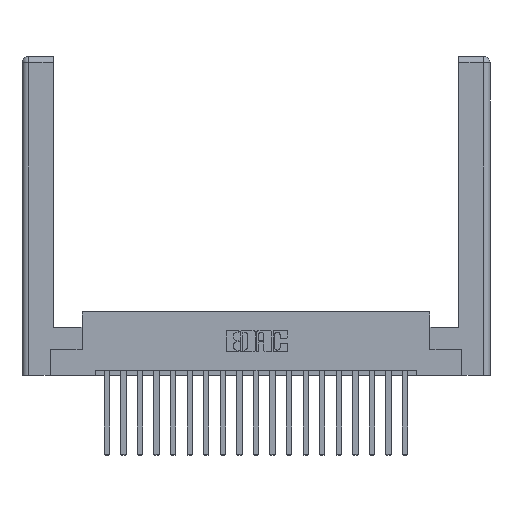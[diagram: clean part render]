
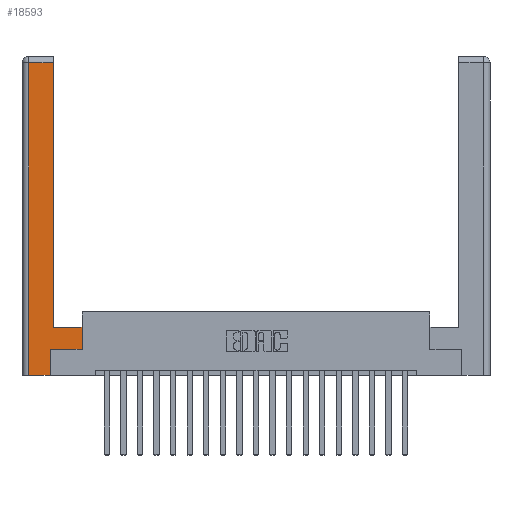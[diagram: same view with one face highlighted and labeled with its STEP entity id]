
A CAD part, top view. The second image highlights one B-rep face of the part: STEP entity #18593.
In plain terms, the highlighted planar face has unit normal (0, 0, 1).
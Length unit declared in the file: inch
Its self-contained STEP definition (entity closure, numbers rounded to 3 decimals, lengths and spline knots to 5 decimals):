
#32 = DIRECTION ( 'NONE',  ( -1., 0., 0. ) ) ;
#387 = VECTOR ( 'NONE', #6380, 39.37008 ) ;
#758 = FACE_OUTER_BOUND ( 'NONE', #1005, .T. ) ;
#1005 = EDGE_LOOP ( 'NONE', ( #17350, #7345, #11391, #7279, #16981, #14764, #15415, #8602 ) ) ;
#1018 = EDGE_CURVE ( 'NONE', #3039, #13166, #8017, .T. ) ;
#1394 = CARTESIAN_POINT ( 'NONE',  ( 0.0615, 0., 0. ) ) ;
#1526 = EDGE_CURVE ( 'NONE', #8076, #3039, #17490, .T. ) ;
#2850 = VERTEX_POINT ( 'NONE', #16612 ) ;
#3039 = VERTEX_POINT ( 'NONE', #10941 ) ;
#3134 = VERTEX_POINT ( 'NONE', #11362 ) ;
#3409 = DIRECTION ( 'NONE',  ( 1., 0., 0. ) ) ;
#3908 = DIRECTION ( 'NONE',  ( 1., 0., 0. ) ) ;
#5036 = DIRECTION ( 'NONE',  ( 0., 0., -1. ) ) ;
#5453 = LINE ( 'NONE', #7942, #387 ) ;
#6380 = DIRECTION ( 'NONE',  ( -1., 0., 0. ) ) ;
#7045 = VECTOR ( 'NONE', #3409, 39.37008 ) ;
#7263 = VECTOR ( 'NONE', #19296, 39.37008 ) ;
#7279 = ORIENTED_EDGE ( 'NONE', *, *, #1018, .T. ) ;
#7345 = ORIENTED_EDGE ( 'NONE', *, *, #14699, .T. ) ;
#7654 = CARTESIAN_POINT ( 'NONE',  ( 0.265, 0.245, 0. ) ) ;
#7795 = LINE ( 'NONE', #8639, #14604 ) ;
#7941 = VERTEX_POINT ( 'NONE', #11574 ) ;
#7942 = CARTESIAN_POINT ( 'NONE',  ( 0.295, 0.45, 0. ) ) ;
#8017 = LINE ( 'NONE', #9440, #7045 ) ;
#8076 = VERTEX_POINT ( 'NONE', #15655 ) ;
#8602 = ORIENTED_EDGE ( 'NONE', *, *, #11161, .T. ) ;
#8639 = CARTESIAN_POINT ( 'NONE',  ( 0.295, 3., 0. ) ) ;
#8693 = EDGE_CURVE ( 'NONE', #13166, #17818, #15290, .T. ) ;
#8988 = CARTESIAN_POINT ( 'NONE',  ( 0.265, 0., 0. ) ) ;
#9257 = VERTEX_POINT ( 'NONE', #17603 ) ;
#9344 = DIRECTION ( 'NONE',  ( 0., 1., 0. ) ) ;
#9440 = CARTESIAN_POINT ( 'NONE',  ( 0.265, 0., 0. ) ) ;
#9726 = CARTESIAN_POINT ( 'NONE',  ( 0., 0., 0. ) ) ;
#10045 = EDGE_CURVE ( 'NONE', #17818, #3134, #18446, .T. ) ;
#10413 = AXIS2_PLACEMENT_3D ( 'NONE', #9726, #5036, #16236 ) ;
#10731 = EDGE_CURVE ( 'NONE', #3134, #7941, #15914, .T. ) ;
#10941 = CARTESIAN_POINT ( 'NONE',  ( 0.0615, 0., 0. ) ) ;
#11161 = EDGE_CURVE ( 'NONE', #7941, #2850, #5453, .T. ) ;
#11362 = CARTESIAN_POINT ( 'NONE',  ( 0.565, 0.245, 0. ) ) ;
#11391 = ORIENTED_EDGE ( 'NONE', *, *, #1526, .T. ) ;
#11506 = CARTESIAN_POINT ( 'NONE',  ( 0.265, 0.245, 0. ) ) ;
#11574 = CARTESIAN_POINT ( 'NONE',  ( 0.565, 0.45, 0. ) ) ;
#12051 = LINE ( 'NONE', #16984, #18141 ) ;
#13121 = CARTESIAN_POINT ( 'NONE',  ( 0.565, 0.245, 0. ) ) ;
#13166 = VERTEX_POINT ( 'NONE', #8988 ) ;
#14258 = VECTOR ( 'NONE', #3908, 39.37008 ) ;
#14604 = VECTOR ( 'NONE', #19589, 39.37008 ) ;
#14699 = EDGE_CURVE ( 'NONE', #9257, #8076, #12051, .T. ) ;
#14703 = VECTOR ( 'NONE', #9344, 39.37008 ) ;
#14764 = ORIENTED_EDGE ( 'NONE', *, *, #10045, .T. ) ;
#15290 = LINE ( 'NONE', #7654, #16996 ) ;
#15415 = ORIENTED_EDGE ( 'NONE', *, *, #10731, .T. ) ;
#15655 = CARTESIAN_POINT ( 'NONE',  ( 0.0615, 2.94, 0. ) ) ;
#15914 = LINE ( 'NONE', #18718, #14703 ) ;
#16236 = DIRECTION ( 'NONE',  ( -1., 0., 0. ) ) ;
#16612 = CARTESIAN_POINT ( 'NONE',  ( 0.295, 0.45, 0. ) ) ;
#16716 = DIRECTION ( 'NONE',  ( 0., 1., 0. ) ) ;
#16981 = ORIENTED_EDGE ( 'NONE', *, *, #8693, .T. ) ;
#16984 = CARTESIAN_POINT ( 'NONE',  ( 0.0615, 2.94, 0. ) ) ;
#16996 = VECTOR ( 'NONE', #16716, 39.37008 ) ;
#17003 = EDGE_CURVE ( 'NONE', #2850, #9257, #7795, .T. ) ;
#17350 = ORIENTED_EDGE ( 'NONE', *, *, #17003, .T. ) ;
#17490 = LINE ( 'NONE', #1394, #7263 ) ;
#17603 = CARTESIAN_POINT ( 'NONE',  ( 0.295, 2.94, 0. ) ) ;
#17818 = VERTEX_POINT ( 'NONE', #11506 ) ;
#18141 = VECTOR ( 'NONE', #32, 39.37008 ) ;
#18446 = LINE ( 'NONE', #13121, #14258 ) ;
#18593 = ADVANCED_FACE ( 'NONE', ( #758 ), #19443, .F. ) ;
#18718 = CARTESIAN_POINT ( 'NONE',  ( 0.565, 0.45, 0. ) ) ;
#19296 = DIRECTION ( 'NONE',  ( 0., -1., 0. ) ) ;
#19443 = PLANE ( 'NONE',  #10413 ) ;
#19589 = DIRECTION ( 'NONE',  ( 0., 1., 0. ) ) ;
